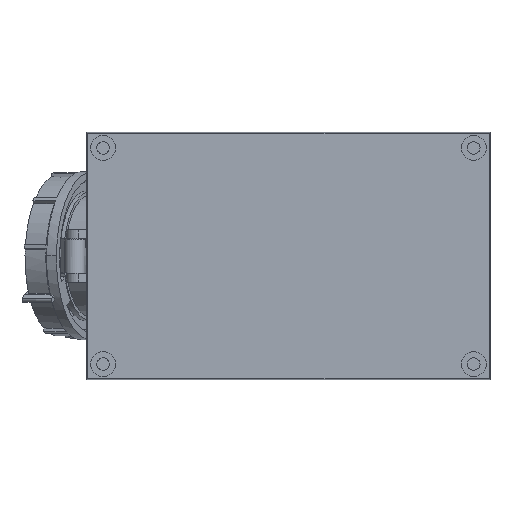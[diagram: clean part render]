
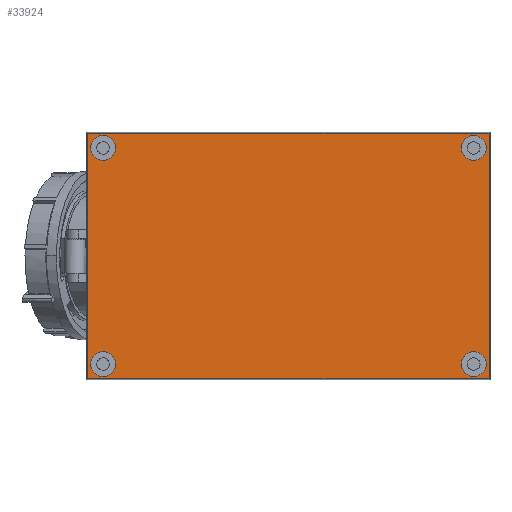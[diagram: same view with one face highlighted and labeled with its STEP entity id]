
A CAD part, front view. The second image highlights one B-rep face of the part: STEP entity #33924.
In plain terms, the highlighted planar face has unit normal (0, -1, 0).
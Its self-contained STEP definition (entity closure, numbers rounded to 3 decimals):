
#297 = EDGE_CURVE ( 'NONE', #12184, #446, #27317, .T. ) ;
#446 = VERTEX_POINT ( 'NONE', #26598 ) ;
#456 = VERTEX_POINT ( 'NONE', #4787 ) ;
#601 = CARTESIAN_POINT ( 'NONE',  ( -130., 3., -79.5 ) ) ;
#679 = DIRECTION ( 'NONE',  ( 0., 1., 0. ) ) ;
#857 = DIRECTION ( 'NONE',  ( 1., 0., 0. ) ) ;
#1153 = EDGE_CURVE ( 'NONE', #12057, #34943, #5134, .T. ) ;
#1250 = VERTEX_POINT ( 'NONE', #22249 ) ;
#1826 = PLANE ( 'NONE',  #29752 ) ;
#1897 = DIRECTION ( 'NONE',  ( 1., 0., 0. ) ) ;
#2008 = FACE_BOUND ( 'NONE', #6970, .T. ) ;
#2242 = EDGE_LOOP ( 'NONE', ( #28965, #32440 ) ) ;
#2839 = CARTESIAN_POINT ( 'NONE',  ( -130., 3., 0. ) ) ;
#2939 = DIRECTION ( 'NONE',  ( 0., 1., 0. ) ) ;
#4333 = CIRCLE ( 'NONE', #11731, 8.05 ) ;
#4395 = CARTESIAN_POINT ( 'NONE',  ( 111.95, 3., -70. ) ) ;
#4787 = CARTESIAN_POINT ( 'NONE',  ( -111.95, 3., -70. ) ) ;
#4989 = DIRECTION ( 'NONE',  ( 1., 0., 0. ) ) ;
#5050 = VERTEX_POINT ( 'NONE', #29744 ) ;
#5134 = CIRCLE ( 'NONE', #34029, 8.05 ) ;
#5730 = EDGE_LOOP ( 'NONE', ( #28075, #30617 ) ) ;
#5919 = VERTEX_POINT ( 'NONE', #27817 ) ;
#6200 = VECTOR ( 'NONE', #4989, 1000. ) ;
#6395 = ORIENTED_EDGE ( 'NONE', *, *, #8460, .T. ) ;
#6586 = CARTESIAN_POINT ( 'NONE',  ( 0., 3., -79.5 ) ) ;
#6970 = EDGE_LOOP ( 'NONE', ( #15923, #6395 ) ) ;
#6995 = FACE_BOUND ( 'NONE', #5730, .T. ) ;
#7354 = FACE_BOUND ( 'NONE', #26234, .T. ) ;
#7551 = FACE_BOUND ( 'NONE', #2242, .T. ) ;
#8460 = EDGE_CURVE ( 'NONE', #27361, #1250, #18885, .T. ) ;
#9073 = DIRECTION ( 'NONE',  ( 0., 1., 0. ) ) ;
#9079 = VECTOR ( 'NONE', #24831, 1000. ) ;
#9597 = DIRECTION ( 'NONE',  ( 1., 0., 0. ) ) ;
#10388 = EDGE_LOOP ( 'NONE', ( #29220, #20462, #21753, #28143 ) ) ;
#10642 = DIRECTION ( 'NONE',  ( 0., 1., 0. ) ) ;
#10744 = CARTESIAN_POINT ( 'NONE',  ( -111.95, 3., 70. ) ) ;
#11243 = DIRECTION ( 'NONE',  ( -1., 0., 0. ) ) ;
#11285 = CIRCLE ( 'NONE', #22592, 8.05 ) ;
#11673 = AXIS2_PLACEMENT_3D ( 'NONE', #18421, #10642, #1897 ) ;
#11731 = AXIS2_PLACEMENT_3D ( 'NONE', #30623, #2939, #14322 ) ;
#12057 = VERTEX_POINT ( 'NONE', #29418 ) ;
#12184 = VERTEX_POINT ( 'NONE', #601 ) ;
#12567 = DIRECTION ( 'NONE',  ( 1., 0., 0. ) ) ;
#13438 = CARTESIAN_POINT ( 'NONE',  ( -120., 3., 70. ) ) ;
#13824 = AXIS2_PLACEMENT_3D ( 'NONE', #13438, #21749, #27205 ) ;
#14322 = DIRECTION ( 'NONE',  ( 1., 0., 0. ) ) ;
#14360 = VERTEX_POINT ( 'NONE', #26022 ) ;
#14364 = DIRECTION ( 'NONE',  ( 1., 0., 0. ) ) ;
#14421 = DIRECTION ( 'NONE',  ( 1., 0., 0. ) ) ;
#14703 = DIRECTION ( 'NONE',  ( 0., 0., -1. ) ) ;
#14730 = AXIS2_PLACEMENT_3D ( 'NONE', #26053, #20769, #9597 ) ;
#14861 = EDGE_CURVE ( 'NONE', #34943, #12057, #33057, .T. ) ;
#15356 = EDGE_CURVE ( 'NONE', #28328, #456, #32561, .T. ) ;
#15663 = CIRCLE ( 'NONE', #11673, 8.05 ) ;
#15708 = CARTESIAN_POINT ( 'NONE',  ( 0., 3., 0. ) ) ;
#15923 = ORIENTED_EDGE ( 'NONE', *, *, #21539, .T. ) ;
#17236 = AXIS2_PLACEMENT_3D ( 'NONE', #17568, #679, #14421 ) ;
#17568 = CARTESIAN_POINT ( 'NONE',  ( -120., 3., -70. ) ) ;
#17897 = CARTESIAN_POINT ( 'NONE',  ( 128.05, 3., 70. ) ) ;
#18421 = CARTESIAN_POINT ( 'NONE',  ( 120., 3., -70. ) ) ;
#18579 = CARTESIAN_POINT ( 'NONE',  ( -120., 3., 70. ) ) ;
#18619 = EDGE_CURVE ( 'NONE', #28619, #14360, #22645, .T. ) ;
#18885 = CIRCLE ( 'NONE', #25098, 8.05 ) ;
#19009 = CARTESIAN_POINT ( 'NONE',  ( 0., 3., 79.5 ) ) ;
#20059 = EDGE_CURVE ( 'NONE', #5919, #5050, #28322, .T. ) ;
#20228 = VECTOR ( 'NONE', #14703, 1000. ) ;
#20243 = EDGE_CURVE ( 'NONE', #14360, #28619, #4333, .T. ) ;
#20462 = ORIENTED_EDGE ( 'NONE', *, *, #20059, .F. ) ;
#20769 = DIRECTION ( 'NONE',  ( 0., 1., 0. ) ) ;
#21025 = DIRECTION ( 'NONE',  ( -1., 0., 0. ) ) ;
#21539 = EDGE_CURVE ( 'NONE', #1250, #27361, #15663, .T. ) ;
#21749 = DIRECTION ( 'NONE',  ( 0., 1., 0. ) ) ;
#21753 = ORIENTED_EDGE ( 'NONE', *, *, #23498, .F. ) ;
#22249 = CARTESIAN_POINT ( 'NONE',  ( 128.05, 3., -70. ) ) ;
#22560 = CARTESIAN_POINT ( 'NONE',  ( 120., 3., -70. ) ) ;
#22592 = AXIS2_PLACEMENT_3D ( 'NONE', #24011, #34849, #14364 ) ;
#22645 = CIRCLE ( 'NONE', #14730, 8.05 ) ;
#23498 = EDGE_CURVE ( 'NONE', #446, #5919, #32173, .T. ) ;
#23578 = ORIENTED_EDGE ( 'NONE', *, *, #20243, .T. ) ;
#24011 = CARTESIAN_POINT ( 'NONE',  ( -120., 3., -70. ) ) ;
#24831 = DIRECTION ( 'NONE',  ( 0., 0., 1. ) ) ;
#25036 = LINE ( 'NONE', #6586, #30505 ) ;
#25098 = AXIS2_PLACEMENT_3D ( 'NONE', #22560, #9073, #857 ) ;
#26022 = CARTESIAN_POINT ( 'NONE',  ( 111.95, 3., 70. ) ) ;
#26053 = CARTESIAN_POINT ( 'NONE',  ( 120., 3., 70. ) ) ;
#26234 = EDGE_LOOP ( 'NONE', ( #33383, #23578 ) ) ;
#26332 = FACE_OUTER_BOUND ( 'NONE', #10388, .T. ) ;
#26598 = CARTESIAN_POINT ( 'NONE',  ( -130., 3., 79.5 ) ) ;
#27205 = DIRECTION ( 'NONE',  ( 1., 0., 0. ) ) ;
#27317 = LINE ( 'NONE', #2839, #9079 ) ;
#27361 = VERTEX_POINT ( 'NONE', #4395 ) ;
#27817 = CARTESIAN_POINT ( 'NONE',  ( 130., 3., 79.5 ) ) ;
#28004 = EDGE_CURVE ( 'NONE', #5050, #12184, #25036, .T. ) ;
#28075 = ORIENTED_EDGE ( 'NONE', *, *, #29343, .T. ) ;
#28143 = ORIENTED_EDGE ( 'NONE', *, *, #297, .F. ) ;
#28322 = LINE ( 'NONE', #31376, #20228 ) ;
#28328 = VERTEX_POINT ( 'NONE', #35167 ) ;
#28619 = VERTEX_POINT ( 'NONE', #17897 ) ;
#28965 = ORIENTED_EDGE ( 'NONE', *, *, #14861, .T. ) ;
#29220 = ORIENTED_EDGE ( 'NONE', *, *, #28004, .F. ) ;
#29343 = EDGE_CURVE ( 'NONE', #456, #28328, #11285, .T. ) ;
#29393 = DIRECTION ( 'NONE',  ( 0., 1., 0. ) ) ;
#29418 = CARTESIAN_POINT ( 'NONE',  ( -128.05, 3., 70. ) ) ;
#29744 = CARTESIAN_POINT ( 'NONE',  ( 130., 3., -79.5 ) ) ;
#29752 = AXIS2_PLACEMENT_3D ( 'NONE', #15708, #31313, #21025 ) ;
#30505 = VECTOR ( 'NONE', #11243, 1000. ) ;
#30617 = ORIENTED_EDGE ( 'NONE', *, *, #15356, .T. ) ;
#30623 = CARTESIAN_POINT ( 'NONE',  ( 120., 3., 70. ) ) ;
#31313 = DIRECTION ( 'NONE',  ( 0., -1., 0. ) ) ;
#31376 = CARTESIAN_POINT ( 'NONE',  ( 130., 3., 0. ) ) ;
#32173 = LINE ( 'NONE', #19009, #6200 ) ;
#32440 = ORIENTED_EDGE ( 'NONE', *, *, #1153, .T. ) ;
#32561 = CIRCLE ( 'NONE', #17236, 8.05 ) ;
#33057 = CIRCLE ( 'NONE', #13824, 8.05 ) ;
#33383 = ORIENTED_EDGE ( 'NONE', *, *, #18619, .T. ) ;
#33924 = ADVANCED_FACE ( 'NONE', ( #26332, #7551, #7354, #6995, #2008 ), #1826, .T. ) ;
#34029 = AXIS2_PLACEMENT_3D ( 'NONE', #18579, #29393, #12567 ) ;
#34849 = DIRECTION ( 'NONE',  ( 0., 1., 0. ) ) ;
#34943 = VERTEX_POINT ( 'NONE', #10744 ) ;
#35167 = CARTESIAN_POINT ( 'NONE',  ( -128.05, 3., -70. ) ) ;
